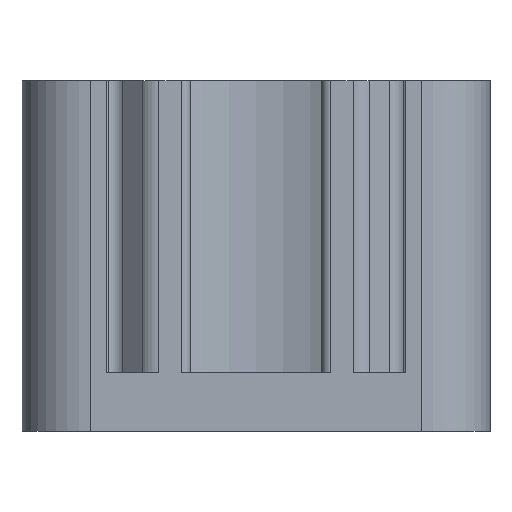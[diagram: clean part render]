
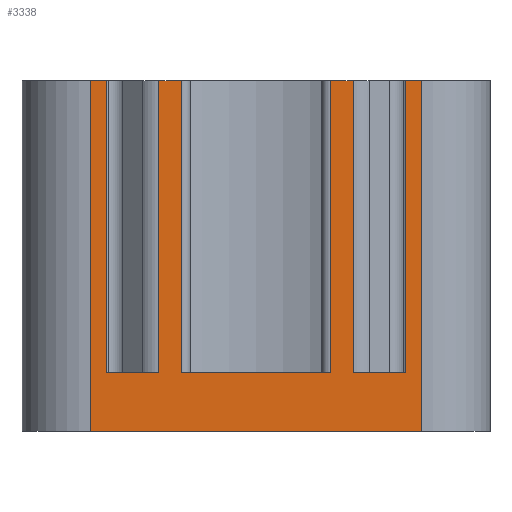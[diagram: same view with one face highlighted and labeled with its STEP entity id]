
A CAD part, left-side view. The second image highlights one B-rep face of the part: STEP entity #3338.
In plain terms, the highlighted planar face has unit normal (-1, 0, 0).
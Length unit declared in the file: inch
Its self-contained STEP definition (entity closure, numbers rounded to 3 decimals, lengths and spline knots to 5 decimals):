
#30=PLANE('',#3535);
#130=FACE_OUTER_BOUND('',#311,.T.);
#311=EDGE_LOOP('',(#2225,#2226,#2227,#2228,#2229,#2230,#2231,#2232,#2233,
#2234,#2235,#2236,#2237,#2238,#2239,#2240));
#506=LINE('',#4958,#844);
#508=LINE('',#4964,#846);
#509=LINE('',#4966,#847);
#510=LINE('',#4968,#848);
#511=LINE('',#4970,#849);
#512=LINE('',#4972,#850);
#513=LINE('',#4974,#851);
#514=LINE('',#4976,#852);
#515=LINE('',#4978,#853);
#516=LINE('',#4980,#854);
#517=LINE('',#4982,#855);
#518=LINE('',#4984,#856);
#519=LINE('',#4986,#857);
#520=LINE('',#4988,#858);
#521=LINE('',#4990,#859);
#522=LINE('',#4991,#860);
#844=VECTOR('',#3898,0.3937);
#846=VECTOR('',#3904,0.3937);
#847=VECTOR('',#3905,0.3937);
#848=VECTOR('',#3906,0.3937);
#849=VECTOR('',#3907,0.3937);
#850=VECTOR('',#3908,0.3937);
#851=VECTOR('',#3909,0.3937);
#852=VECTOR('',#3910,0.3937);
#853=VECTOR('',#3911,0.3937);
#854=VECTOR('',#3912,0.3937);
#855=VECTOR('',#3913,0.3937);
#856=VECTOR('',#3914,0.3937);
#857=VECTOR('',#3915,0.3937);
#858=VECTOR('',#3916,0.3937);
#859=VECTOR('',#3917,0.3937);
#860=VECTOR('',#3918,0.3937);
#1362=VERTEX_POINT('',#4955);
#1363=VERTEX_POINT('',#4957);
#1365=VERTEX_POINT('',#4963);
#1366=VERTEX_POINT('',#4965);
#1367=VERTEX_POINT('',#4967);
#1368=VERTEX_POINT('',#4969);
#1369=VERTEX_POINT('',#4971);
#1370=VERTEX_POINT('',#4973);
#1371=VERTEX_POINT('',#4975);
#1372=VERTEX_POINT('',#4977);
#1373=VERTEX_POINT('',#4979);
#1374=VERTEX_POINT('',#4981);
#1375=VERTEX_POINT('',#4983);
#1376=VERTEX_POINT('',#4985);
#1377=VERTEX_POINT('',#4987);
#1378=VERTEX_POINT('',#4989);
#1705=EDGE_CURVE('',#1362,#1363,#506,.T.);
#1708=EDGE_CURVE('',#1365,#1363,#508,.T.);
#1709=EDGE_CURVE('',#1366,#1362,#509,.T.);
#1710=EDGE_CURVE('',#1367,#1366,#510,.T.);
#1711=EDGE_CURVE('',#1368,#1367,#511,.T.);
#1712=EDGE_CURVE('',#1369,#1368,#512,.T.);
#1713=EDGE_CURVE('',#1370,#1369,#513,.T.);
#1714=EDGE_CURVE('',#1371,#1370,#514,.T.);
#1715=EDGE_CURVE('',#1371,#1372,#515,.T.);
#1716=EDGE_CURVE('',#1373,#1372,#516,.T.);
#1717=EDGE_CURVE('',#1374,#1373,#517,.T.);
#1718=EDGE_CURVE('',#1374,#1375,#518,.T.);
#1719=EDGE_CURVE('',#1376,#1375,#519,.T.);
#1720=EDGE_CURVE('',#1377,#1376,#520,.T.);
#1721=EDGE_CURVE('',#1378,#1377,#521,.T.);
#1722=EDGE_CURVE('',#1365,#1378,#522,.T.);
#2225=ORIENTED_EDGE('',*,*,#1708,.T.);
#2226=ORIENTED_EDGE('',*,*,#1705,.F.);
#2227=ORIENTED_EDGE('',*,*,#1709,.F.);
#2228=ORIENTED_EDGE('',*,*,#1710,.F.);
#2229=ORIENTED_EDGE('',*,*,#1711,.F.);
#2230=ORIENTED_EDGE('',*,*,#1712,.F.);
#2231=ORIENTED_EDGE('',*,*,#1713,.F.);
#2232=ORIENTED_EDGE('',*,*,#1714,.F.);
#2233=ORIENTED_EDGE('',*,*,#1715,.T.);
#2234=ORIENTED_EDGE('',*,*,#1716,.F.);
#2235=ORIENTED_EDGE('',*,*,#1717,.F.);
#2236=ORIENTED_EDGE('',*,*,#1718,.T.);
#2237=ORIENTED_EDGE('',*,*,#1719,.F.);
#2238=ORIENTED_EDGE('',*,*,#1720,.F.);
#2239=ORIENTED_EDGE('',*,*,#1721,.F.);
#2240=ORIENTED_EDGE('',*,*,#1722,.F.);
#3338=ADVANCED_FACE('',(#130),#30,.T.);
#3535=AXIS2_PLACEMENT_3D('',#4962,#3902,#3903);
#3898=DIRECTION('',(0.,0.,-1.));
#3902=DIRECTION('center_axis',(-1.,0.,0.));
#3903=DIRECTION('ref_axis',(0.,1.,0.));
#3904=DIRECTION('',(0.,1.,0.));
#3905=DIRECTION('',(0.,-1.,0.));
#3906=DIRECTION('',(0.,0.,1.));
#3907=DIRECTION('',(0.,-1.,0.));
#3908=DIRECTION('',(0.,0.,-1.));
#3909=DIRECTION('',(0.,-1.,0.));
#3910=DIRECTION('',(0.,0.,1.));
#3911=DIRECTION('',(0.,1.,0.));
#3912=DIRECTION('',(0.,0.,-1.));
#3913=DIRECTION('',(0.,-1.,0.));
#3914=DIRECTION('',(0.,0.,-1.));
#3915=DIRECTION('',(0.,1.,0.));
#3916=DIRECTION('',(0.,0.,-1.));
#3917=DIRECTION('',(0.,-1.,0.));
#3918=DIRECTION('',(0.,0.,1.));
#4955=CARTESIAN_POINT('',(-1.,-0.415,0.));
#4957=CARTESIAN_POINT('',(-1.,-0.415,-1.25));
#4958=CARTESIAN_POINT('',(-1.,-0.415,0.));
#4962=CARTESIAN_POINT('Origin',(-1.,-0.70708,0.));
#4963=CARTESIAN_POINT('',(-1.,-0.6407,-1.25));
#4964=CARTESIAN_POINT('',(-1.,-0.63193,-1.25));
#4965=CARTESIAN_POINT('',(-1.,-0.31928,0.));
#4966=CARTESIAN_POINT('',(-1.,1.,0.));
#4967=CARTESIAN_POINT('',(-1.,-0.31928,-1.25));
#4968=CARTESIAN_POINT('',(-1.,-0.31928,0.));
#4969=CARTESIAN_POINT('',(-1.,0.31928,-1.25));
#4970=CARTESIAN_POINT('',(-1.,-0.70711,-1.25));
#4971=CARTESIAN_POINT('',(-1.,0.31928,0.));
#4972=CARTESIAN_POINT('',(-1.,0.31928,0.));
#4973=CARTESIAN_POINT('',(-1.,0.415,0.));
#4974=CARTESIAN_POINT('',(-1.,1.,0.));
#4975=CARTESIAN_POINT('',(-1.,0.415,-1.25));
#4976=CARTESIAN_POINT('',(-1.,0.415,0.));
#4977=CARTESIAN_POINT('',(-1.,0.6407,-1.25));
#4978=CARTESIAN_POINT('',(-1.,-0.07515,-1.25));
#4979=CARTESIAN_POINT('',(-1.,0.6407,0.));
#4980=CARTESIAN_POINT('',(-1.,0.6407,0.));
#4981=CARTESIAN_POINT('',(-1.,0.70711,0.));
#4982=CARTESIAN_POINT('',(-1.,1.,0.));
#4983=CARTESIAN_POINT('',(-1.,0.70711,-1.5));
#4984=CARTESIAN_POINT('',(-1.,0.70711,0.));
#4985=CARTESIAN_POINT('',(-1.,-0.70708,-1.5));
#4986=CARTESIAN_POINT('',(-1.,1.,-1.5));
#4987=CARTESIAN_POINT('',(-1.,-0.70708,0.));
#4988=CARTESIAN_POINT('',(-1.,-0.70708,0.));
#4989=CARTESIAN_POINT('',(-1.,-0.6407,0.));
#4990=CARTESIAN_POINT('',(-1.,1.,0.));
#4991=CARTESIAN_POINT('',(-1.,-0.6407,0.));
